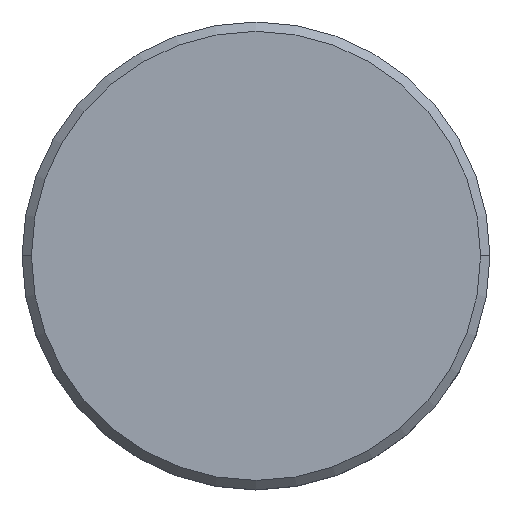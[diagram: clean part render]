
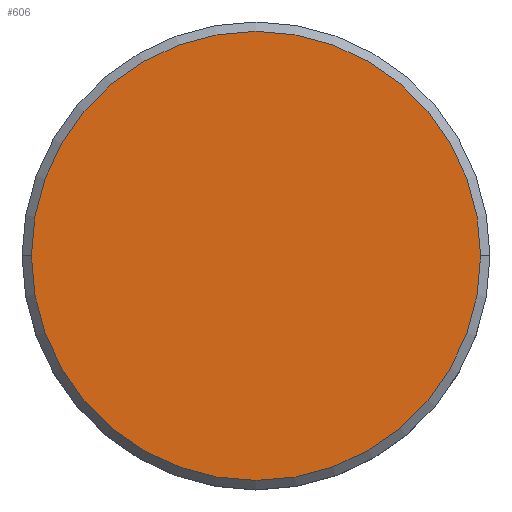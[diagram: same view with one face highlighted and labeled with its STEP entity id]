
A CAD part, top view. The second image highlights one B-rep face of the part: STEP entity #606.
In plain terms, the highlighted planar face has unit normal (0, 0, 1).
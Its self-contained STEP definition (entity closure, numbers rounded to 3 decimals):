
#21 = DIRECTION ( 'NONE',  ( 0., 0., 1. ) ) ;
#41 = CARTESIAN_POINT ( 'NONE',  ( -12., 0., 0. ) ) ;
#109 = PLANE ( 'NONE',  #193 ) ;
#193 = AXIS2_PLACEMENT_3D ( 'NONE', #816, #21, #723 ) ;
#285 = FACE_OUTER_BOUND ( 'NONE', #794, .T. ) ;
#400 = VERTEX_POINT ( 'NONE', #41 ) ;
#429 = ORIENTED_EDGE ( 'NONE', *, *, #733, .T. ) ;
#459 = EDGE_CURVE ( 'NONE', #400, #1082, #730, .T. ) ;
#467 = DIRECTION ( 'NONE',  ( 0., 0., 1. ) ) ;
#475 = CARTESIAN_POINT ( 'NONE',  ( 0., 0., 0. ) ) ;
#489 = AXIS2_PLACEMENT_3D ( 'NONE', #672, #1035, #582 ) ;
#520 = CIRCLE ( 'NONE', #598, 12. ) ;
#582 = DIRECTION ( 'NONE',  ( 1., 0., 0. ) ) ;
#598 = AXIS2_PLACEMENT_3D ( 'NONE', #475, #467, #722 ) ;
#606 = ADVANCED_FACE ( 'NONE', ( #285 ), #109, .T. ) ;
#672 = CARTESIAN_POINT ( 'NONE',  ( 0., 0., 0. ) ) ;
#722 = DIRECTION ( 'NONE',  ( 1., 0., 0. ) ) ;
#723 = DIRECTION ( 'NONE',  ( 1., 0., 0. ) ) ;
#730 = CIRCLE ( 'NONE', #489, 12. ) ;
#733 = EDGE_CURVE ( 'NONE', #1082, #400, #520, .T. ) ;
#794 = EDGE_LOOP ( 'NONE', ( #1170, #429 ) ) ;
#816 = CARTESIAN_POINT ( 'NONE',  ( 0., 0., 0. ) ) ;
#1035 = DIRECTION ( 'NONE',  ( 0., 0., 1. ) ) ;
#1082 = VERTEX_POINT ( 'NONE', #1129 ) ;
#1129 = CARTESIAN_POINT ( 'NONE',  ( 12., 0., 0. ) ) ;
#1170 = ORIENTED_EDGE ( 'NONE', *, *, #459, .T. ) ;
